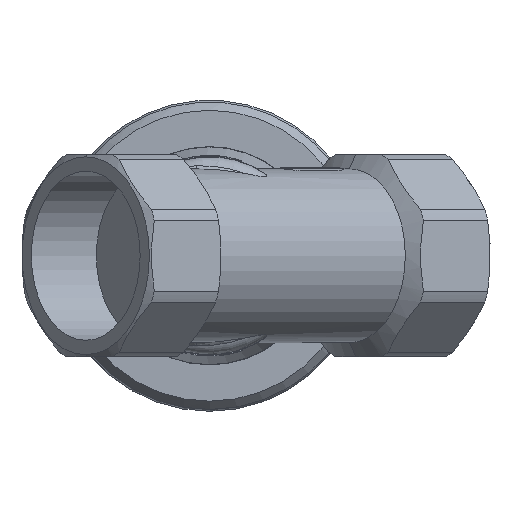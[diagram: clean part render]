
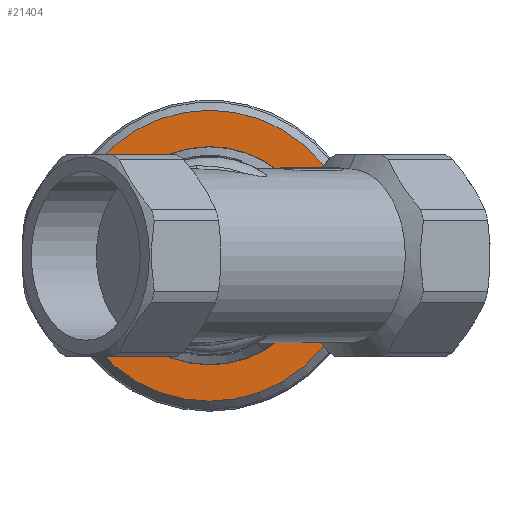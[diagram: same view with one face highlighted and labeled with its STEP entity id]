
A CAD part, front view. The second image highlights one B-rep face of the part: STEP entity #21404.
In plain terms, the highlighted planar face has unit normal (0, -1, 0).
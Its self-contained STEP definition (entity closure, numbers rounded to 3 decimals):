
#215 = VERTEX_POINT ( 'NONE', #11087 ) ;
#348 = CARTESIAN_POINT ( 'NONE',  ( -26.922, -44.775, 1.5 ) ) ;
#1183 = DIRECTION ( 'NONE',  ( 1., 0., 0. ) ) ;
#1506 = ORIENTED_EDGE ( 'NONE', *, *, #18788, .F. ) ;
#1646 = DIRECTION ( 'NONE',  ( 0., 1., 0. ) ) ;
#2439 = CARTESIAN_POINT ( 'NONE',  ( 26.078, -44.775, 1.5 ) ) ;
#2981 = DIRECTION ( 'NONE',  ( 1., 0., 0. ) ) ;
#3158 = VERTEX_POINT ( 'NONE', #14065 ) ;
#3995 = DIRECTION ( 'NONE',  ( 0., 1., 0. ) ) ;
#5530 = CIRCLE ( 'NONE', #22858, 36. ) ;
#5780 = DIRECTION ( 'NONE',  ( 0., 1., 0. ) ) ;
#7262 = CARTESIAN_POINT ( 'NONE',  ( -9.922, -44.775, 1.5 ) ) ;
#7464 = EDGE_CURVE ( 'NONE', #3158, #15399, #26908, .T. ) ;
#9610 = CARTESIAN_POINT ( 'NONE',  ( -9.922, -44.775, 1.5 ) ) ;
#11087 = CARTESIAN_POINT ( 'NONE',  ( 7.078, -44.775, 1.5 ) ) ;
#11865 = CIRCLE ( 'NONE', #20547, 17. ) ;
#11988 = AXIS2_PLACEMENT_3D ( 'NONE', #25497, #5780, #2981 ) ;
#13741 = ORIENTED_EDGE ( 'NONE', *, *, #17811, .T. ) ;
#13845 = AXIS2_PLACEMENT_3D ( 'NONE', #7262, #1646, #26296 ) ;
#14065 = CARTESIAN_POINT ( 'NONE',  ( -45.922, -44.775, 1.5 ) ) ;
#14117 = DIRECTION ( 'NONE',  ( -1., 0., 0. ) ) ;
#15399 = VERTEX_POINT ( 'NONE', #2439 ) ;
#16943 = DIRECTION ( 'NONE',  ( 0., -1., 0. ) ) ;
#17811 = EDGE_CURVE ( 'NONE', #215, #24254, #11865, .T. ) ;
#18788 = EDGE_CURVE ( 'NONE', #15399, #3158, #5530, .T. ) ;
#19352 = FACE_OUTER_BOUND ( 'NONE', #20789, .T. ) ;
#19747 = CARTESIAN_POINT ( 'NONE',  ( -9.922, -44.775, 20.75 ) ) ;
#20547 = AXIS2_PLACEMENT_3D ( 'NONE', #9610, #3995, #1183 ) ;
#20666 = ORIENTED_EDGE ( 'NONE', *, *, #24139, .T. ) ;
#20730 = DIRECTION ( 'NONE',  ( 1., 0., 0. ) ) ;
#20789 = EDGE_LOOP ( 'NONE', ( #1506, #26802 ) ) ;
#21404 = ADVANCED_FACE ( 'NONE', ( #25013, #19352 ), #22550, .T. ) ;
#22550 = PLANE ( 'NONE',  #26420 ) ;
#22712 = EDGE_LOOP ( 'NONE', ( #13741, #20666 ) ) ;
#22858 = AXIS2_PLACEMENT_3D ( 'NONE', #26351, #23554, #20730 ) ;
#23554 = DIRECTION ( 'NONE',  ( 0., 1., 0. ) ) ;
#24139 = EDGE_CURVE ( 'NONE', #24254, #215, #24893, .T. ) ;
#24254 = VERTEX_POINT ( 'NONE', #348 ) ;
#24893 = CIRCLE ( 'NONE', #13845, 17. ) ;
#25013 = FACE_BOUND ( 'NONE', #22712, .T. ) ;
#25497 = CARTESIAN_POINT ( 'NONE',  ( -9.922, -44.775, 1.5 ) ) ;
#26296 = DIRECTION ( 'NONE',  ( 1., 0., 0. ) ) ;
#26351 = CARTESIAN_POINT ( 'NONE',  ( -9.922, -44.775, 1.5 ) ) ;
#26420 = AXIS2_PLACEMENT_3D ( 'NONE', #19747, #16943, #14117 ) ;
#26802 = ORIENTED_EDGE ( 'NONE', *, *, #7464, .F. ) ;
#26908 = CIRCLE ( 'NONE', #11988, 36. ) ;
